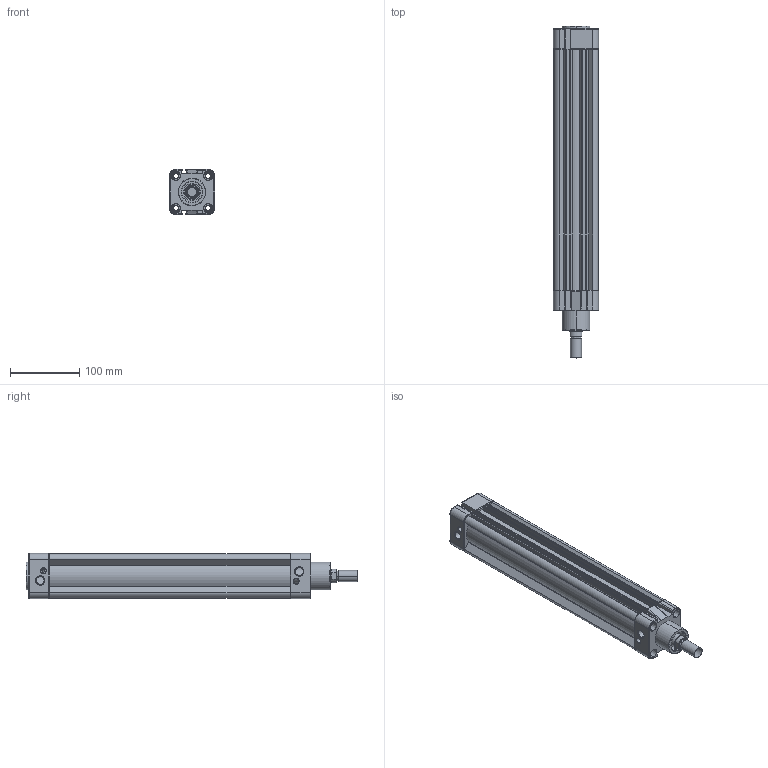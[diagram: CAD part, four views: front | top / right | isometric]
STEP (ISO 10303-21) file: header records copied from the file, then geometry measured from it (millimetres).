
FILE_DESCRIPTION (( 'STEP AP214' ), '1' );
FILE_NAME ('DMCA050-0300.STEP', '2015-05-22T06:37:43', ( '' ), ( '' ), 'SwSTEP 2.0', 'SolidWorks 2015', '' );
FILE_SCHEMA (( 'AUTOMOTIVE_DESIGN' ));
Length unit declared in the file: millimetre
Products named in the file (4): DMCA050-0300; DMCA 050 profile_DMCA050-0300; voorkap; DMCA 050 achterkap
Assembly tree (3 placements, depth 2):
  DMCA050-0300
    DMCA 050 profile_DMCA050-0300
    DMCA 050 achterkap
    voorkap
Bounding box: 65 x 478.03 x 65 mm (x, y, z)
Volume: 470925.5 mm3; surface area: 262629.1 mm2
Topology: 2 solids, 5 shells, 337 faces, 884 edges, 568 vertices
Faces by surface type: cylinder 138, plane 113, cone 48, bspline 22, torus 16
Entity records: 13604 total; most frequent: CARTESIAN_POINT 3870, DIRECTION 1798, ORIENTED_EDGE 1734, EDGE_CURVE 884, AXIS2_PLACEMENT_3D 678, VERTEX_POINT 568, VECTOR 442, LINE 442
